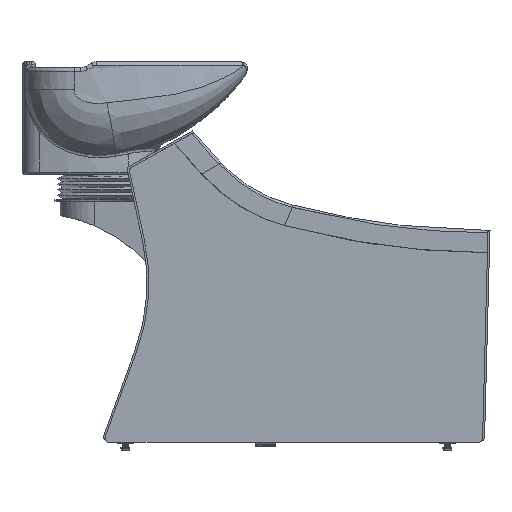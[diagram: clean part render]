
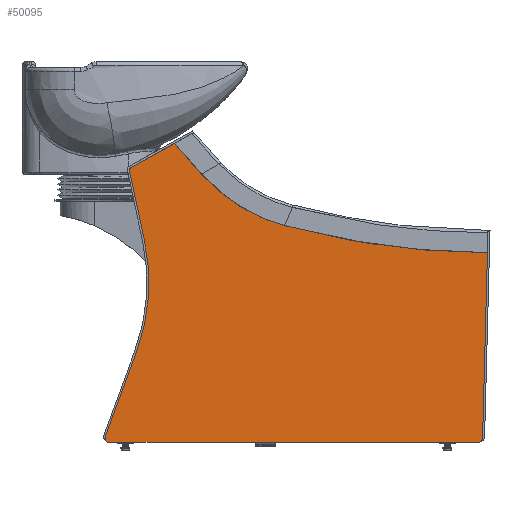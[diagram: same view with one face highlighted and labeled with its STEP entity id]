
A CAD part, front view. The second image highlights one B-rep face of the part: STEP entity #50095.
In plain terms, the highlighted planar face has unit normal (0, -1, 0).
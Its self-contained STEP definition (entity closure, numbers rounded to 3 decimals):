
#2997=LINE('',#76969,#7072);
#3001=LINE('',#76978,#7076);
#3002=LINE('',#76983,#7077);
#3003=LINE('',#76990,#7078);
#3004=LINE('',#76992,#7079);
#3005=LINE('',#76996,#7080);
#7072=VECTOR('',#61315,1000.);
#7076=VECTOR('',#61321,1000.);
#7077=VECTOR('',#61324,1000.);
#7078=VECTOR('',#61331,1000.);
#7079=VECTOR('',#61332,1000.);
#7080=VECTOR('',#61335,1000.);
#11687=ORIENTED_EDGE('',*,*,#26128,.F.);
#11688=ORIENTED_EDGE('',*,*,#26129,.T.);
#11689=ORIENTED_EDGE('',*,*,#26130,.F.);
#11690=ORIENTED_EDGE('',*,*,#26131,.T.);
#11691=ORIENTED_EDGE('',*,*,#26124,.T.);
#11692=ORIENTED_EDGE('',*,*,#26132,.F.);
#11693=ORIENTED_EDGE('',*,*,#26133,.F.);
#11694=ORIENTED_EDGE('',*,*,#26134,.F.);
#11695=ORIENTED_EDGE('',*,*,#26135,.F.);
#11696=ORIENTED_EDGE('',*,*,#26136,.T.);
#11697=ORIENTED_EDGE('',*,*,#26137,.F.);
#11698=ORIENTED_EDGE('',*,*,#26138,.F.);
#26124=EDGE_CURVE('',#33425,#33426,#2997,.T.);
#26128=EDGE_CURVE('',#33429,#33430,#3001,.T.);
#26129=EDGE_CURVE('',#33429,#33431,#38213,.F.);
#26130=EDGE_CURVE('',#33432,#33431,#3002,.T.);
#26131=EDGE_CURVE('',#33432,#33425,#38214,.F.);
#26132=EDGE_CURVE('',#33433,#33426,#38215,.F.);
#26133=EDGE_CURVE('',#33434,#33433,#38216,.F.);
#26134=EDGE_CURVE('',#33435,#33434,#3003,.T.);
#26135=EDGE_CURVE('',#33436,#33435,#3004,.T.);
#26136=EDGE_CURVE('',#33436,#33437,#38217,.F.);
#26137=EDGE_CURVE('',#33438,#33437,#3005,.T.);
#26138=EDGE_CURVE('',#33430,#33438,#38218,.F.);
#33425=VERTEX_POINT('',#76970);
#33426=VERTEX_POINT('',#76971);
#33429=VERTEX_POINT('',#76979);
#33430=VERTEX_POINT('',#76980);
#33431=VERTEX_POINT('',#76982);
#33432=VERTEX_POINT('',#76984);
#33433=VERTEX_POINT('',#76987);
#33434=VERTEX_POINT('',#76989);
#33435=VERTEX_POINT('',#76991);
#33436=VERTEX_POINT('',#76993);
#33437=VERTEX_POINT('',#76995);
#33438=VERTEX_POINT('',#76997);
#38213=CIRCLE('',#55121,10.);
#38214=CIRCLE('',#55122,10.);
#38215=CIRCLE('',#55123,2003.631);
#38216=CIRCLE('',#55124,430.);
#38217=CIRCLE('',#55125,5.);
#38218=CIRCLE('',#55126,505.);
#40995=EDGE_LOOP('',(#11687,#11688,#11689,#11690,#11691,#11692,#11693,#11694,
#11695,#11696,#11697,#11698));
#44885=FACE_BOUND('',#40995,.T.);
#48572=PLANE('',#55120);
#50095=ADVANCED_FACE('',(#44885),#48572,.F.);
#55120=AXIS2_PLACEMENT_3D('',#76977,#61319,#61320);
#55121=AXIS2_PLACEMENT_3D('',#76981,#61322,#61323);
#55122=AXIS2_PLACEMENT_3D('',#76985,#61325,#61326);
#55123=AXIS2_PLACEMENT_3D('',#76986,#61327,#61328);
#55124=AXIS2_PLACEMENT_3D('',#76988,#61329,#61330);
#55125=AXIS2_PLACEMENT_3D('',#76994,#61333,#61334);
#55126=AXIS2_PLACEMENT_3D('',#76998,#61336,#61337);
#61315=DIRECTION('',(0.026,0.,1.));
#61319=DIRECTION('',(0.,1.,0.));
#61320=DIRECTION('',(0.,0.,1.));
#61321=DIRECTION('',(0.346,0.,0.938));
#61322=DIRECTION('',(0.,1.,0.));
#61323=DIRECTION('',(0.,0.,1.));
#61324=DIRECTION('',(-1.,0.,0.));
#61325=DIRECTION('',(0.,1.,0.));
#61326=DIRECTION('',(0.,0.,1.));
#61327=DIRECTION('',(0.,1.,0.));
#61328=DIRECTION('',(0.,0.,1.));
#61329=DIRECTION('',(0.,1.,0.));
#61330=DIRECTION('',(0.,0.,1.));
#61331=DIRECTION('',(0.666,0.,-0.746));
#61332=DIRECTION('',(0.874,0.,0.486));
#61333=DIRECTION('',(0.,1.,0.));
#61334=DIRECTION('',(0.,0.,1.));
#61335=DIRECTION('',(-0.21,0.,0.978));
#61336=DIRECTION('',(0.,1.,0.));
#61337=DIRECTION('',(0.,0.,1.));
#76969=CARTESIAN_POINT('',(717.701,-25.75,124.949));
#76970=CARTESIAN_POINT('',(704.079,-25.75,-395.262));
#76971=CARTESIAN_POINT('',(716.389,-25.75,74.828));
#76977=CARTESIAN_POINT('',(676.35,-25.75,-365.));
#76978=CARTESIAN_POINT('',(-131.452,-25.75,-67.378));
#76979=CARTESIAN_POINT('',(-250.885,-25.75,-391.543));
#76980=CARTESIAN_POINT('',(-171.345,-25.75,-175.655));
#76981=CARTESIAN_POINT('',(-241.502,-25.75,-395.));
#76982=CARTESIAN_POINT('',(-241.502,-25.75,-405.));
#76983=CARTESIAN_POINT('',(676.35,-25.75,-405.));
#76984=CARTESIAN_POINT('',(694.083,-25.75,-405.));
#76985=CARTESIAN_POINT('',(694.083,-25.75,-395.));
#76986=CARTESIAN_POINT('',(722.7,-25.75,2078.449));
#76987=CARTESIAN_POINT('',(204.122,-25.75,143.09));
#76988=CARTESIAN_POINT('',(315.414,-25.75,558.439));
#76989=CARTESIAN_POINT('',(-5.436,-25.75,272.16));
#76990=CARTESIAN_POINT('',(613.28,-25.75,-421.274));
#76991=CARTESIAN_POINT('',(-76.003,-25.75,351.249));
#76992=CARTESIAN_POINT('',(193.859,-25.75,501.513));
#76993=CARTESIAN_POINT('',(-187.381,-25.75,289.231));
#76994=CARTESIAN_POINT('',(-184.949,-25.75,284.863));
#76995=CARTESIAN_POINT('',(-189.838,-25.75,283.814));
#76996=CARTESIAN_POINT('',(-18.632,-25.75,-514.117));
#76997=CARTESIAN_POINT('',(-151.444,-25.75,104.874));
#76998=CARTESIAN_POINT('',(-645.206,-25.75,-1.069));
